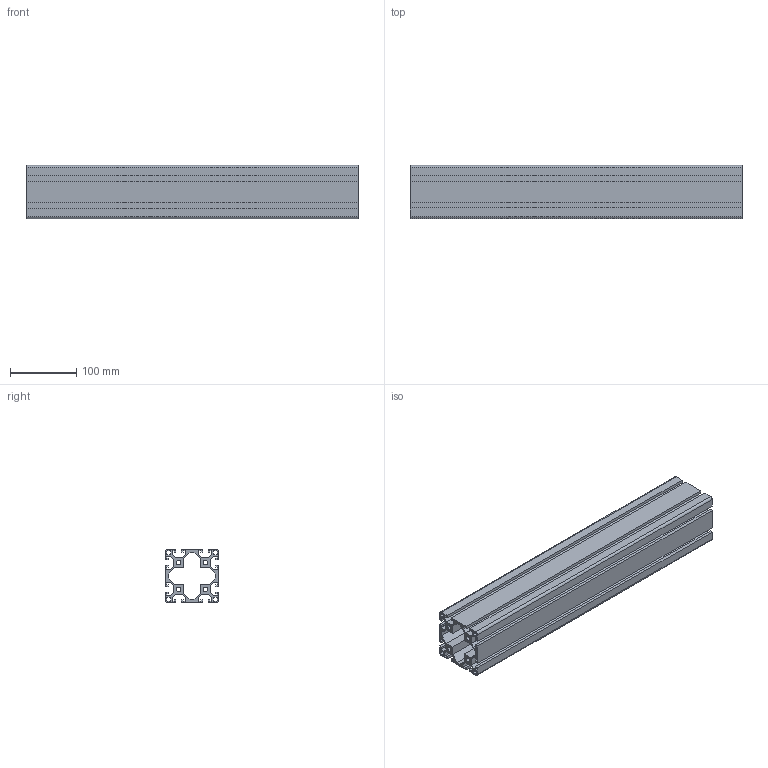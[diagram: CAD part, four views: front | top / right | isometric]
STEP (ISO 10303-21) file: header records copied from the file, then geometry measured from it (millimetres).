
FILE_DESCRIPTION (( 'STEP AP214' ), '1' );
FILE_NAME ('RP1170 8 80x80 Light.STEP', '2026-02-13T07:24:05', ( '' ), ( '' ), 'SwSTEP 2.0', 'SolidWorks 2026', '' );
FILE_SCHEMA (( 'AUTOMOTIVE_DESIGN' ));
Length unit declared in the file: millimetre
Products named in the file (1): RP1170 8 80x80 Light
Bounding box: 500 x 80 x 80 mm (x, y, z)
Volume: 987413.7 mm3; surface area: 584557 mm2
Topology: 1 solids, 1 shells, 182 faces, 540 edges, 360 vertices
Faces by surface type: plane 154, cylinder 28
Entity records: 6079 total; most frequent: CARTESIAN_POINT 1083, ORIENTED_EDGE 1080, DIRECTION 962, EDGE_CURVE 540, LINE 484, VECTOR 484, VERTEX_POINT 360, AXIS2_PLACEMENT_3D 239
